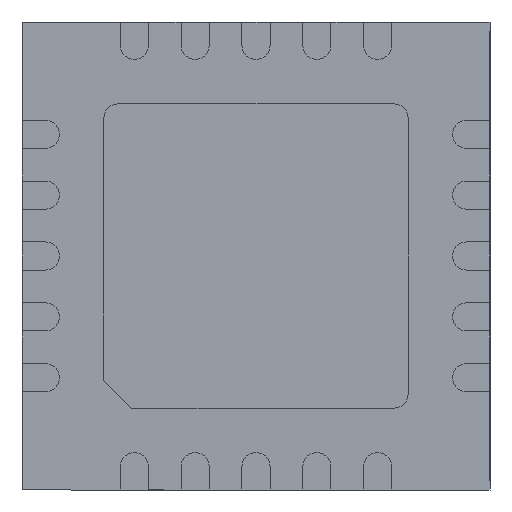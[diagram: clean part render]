
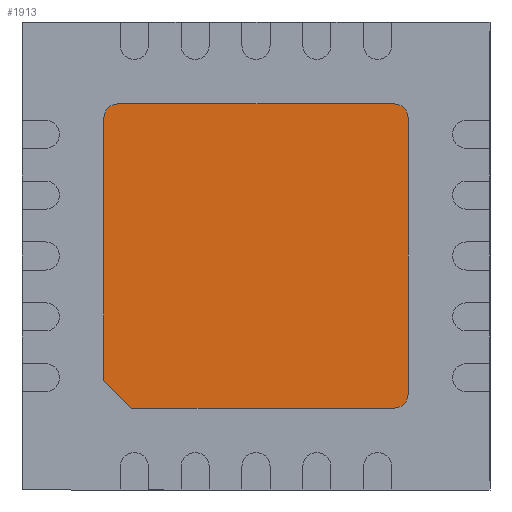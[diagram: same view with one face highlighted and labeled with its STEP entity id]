
A CAD part, front view. The second image highlights one B-rep face of the part: STEP entity #1913.
In plain terms, the highlighted planar face has unit normal (0, -1, 0).
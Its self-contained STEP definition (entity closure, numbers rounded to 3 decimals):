
#60 = VERTEX_POINT ( 'NONE', #5175 ) ;
#214 = VERTEX_POINT ( 'NONE', #612 ) ;
#252 = DIRECTION ( 'NONE',  ( 0.707, 0., -0.707 ) ) ;
#290 = VERTEX_POINT ( 'NONE', #4740 ) ;
#294 = CARTESIAN_POINT ( 'NONE',  ( -1.325, 0., -1.625 ) ) ;
#550 = CARTESIAN_POINT ( 'NONE',  ( -1.475, 0., 1.475 ) ) ;
#612 = CARTESIAN_POINT ( 'NONE',  ( -1.625, 0., 1.475 ) ) ;
#725 = CARTESIAN_POINT ( 'NONE',  ( 1.475, 0., -1.475 ) ) ;
#778 = LINE ( 'NONE', #5124, #3105 ) ;
#801 = VERTEX_POINT ( 'NONE', #5960 ) ;
#847 = AXIS2_PLACEMENT_3D ( 'NONE', #725, #1726, #1130 ) ;
#871 = EDGE_CURVE ( 'NONE', #60, #801, #6527, .T. ) ;
#1116 = EDGE_CURVE ( 'NONE', #290, #7148, #778, .T. ) ;
#1121 = VECTOR ( 'NONE', #3897, 1000. ) ;
#1130 = DIRECTION ( 'NONE',  ( 0., 0., -1. ) ) ;
#1302 = VERTEX_POINT ( 'NONE', #3141 ) ;
#1489 = AXIS2_PLACEMENT_3D ( 'NONE', #6579, #4399, #3241 ) ;
#1642 = LINE ( 'NONE', #3937, #1121 ) ;
#1726 = DIRECTION ( 'NONE',  ( 0., -1., 0. ) ) ;
#1802 = DIRECTION ( 'NONE',  ( 1., 0., 0. ) ) ;
#1913 = ADVANCED_FACE ( 'NONE', ( #2097 ), #3700, .T. ) ;
#2019 = CARTESIAN_POINT ( 'NONE',  ( 1.625, 0., -1.625 ) ) ;
#2024 = VECTOR ( 'NONE', #1802, 1000. ) ;
#2037 = CARTESIAN_POINT ( 'NONE',  ( 1.475, 0., -1.625 ) ) ;
#2097 = FACE_OUTER_BOUND ( 'NONE', #5553, .T. ) ;
#2169 = EDGE_CURVE ( 'NONE', #1302, #3975, #4144, .T. ) ;
#2273 = EDGE_CURVE ( 'NONE', #7148, #4635, #4503, .T. ) ;
#2301 = DIRECTION ( 'NONE',  ( 0., -1., 0. ) ) ;
#2315 = EDGE_CURVE ( 'NONE', #4635, #1302, #7109, .T. ) ;
#2347 = CIRCLE ( 'NONE', #3273, 0.15 ) ;
#2377 = ORIENTED_EDGE ( 'NONE', *, *, #2273, .T. ) ;
#3105 = VECTOR ( 'NONE', #252, 1000. ) ;
#3141 = CARTESIAN_POINT ( 'NONE',  ( 1.625, 0., -1.475 ) ) ;
#3192 = ORIENTED_EDGE ( 'NONE', *, *, #1116, .T. ) ;
#3241 = DIRECTION ( 'NONE',  ( 0., 0., -1. ) ) ;
#3273 = AXIS2_PLACEMENT_3D ( 'NONE', #5455, #6671, #4308 ) ;
#3602 = ORIENTED_EDGE ( 'NONE', *, *, #2315, .T. ) ;
#3654 = VECTOR ( 'NONE', #4245, 1000. ) ;
#3700 = PLANE ( 'NONE',  #1489 ) ;
#3721 = VECTOR ( 'NONE', #5423, 1000. ) ;
#3887 = DIRECTION ( 'NONE',  ( 0., 0., -1. ) ) ;
#3897 = DIRECTION ( 'NONE',  ( 0., 0., -1. ) ) ;
#3927 = ORIENTED_EDGE ( 'NONE', *, *, #4309, .T. ) ;
#3937 = CARTESIAN_POINT ( 'NONE',  ( -1.625, 0., -1.625 ) ) ;
#3975 = VERTEX_POINT ( 'NONE', #5439 ) ;
#4025 = CARTESIAN_POINT ( 'NONE',  ( 1.625, 0., -1.625 ) ) ;
#4144 = LINE ( 'NONE', #2019, #3654 ) ;
#4245 = DIRECTION ( 'NONE',  ( 0., 0., 1. ) ) ;
#4299 = CIRCLE ( 'NONE', #4890, 0.15 ) ;
#4308 = DIRECTION ( 'NONE',  ( 0., 0., -1. ) ) ;
#4309 = EDGE_CURVE ( 'NONE', #3975, #60, #2347, .T. ) ;
#4397 = ORIENTED_EDGE ( 'NONE', *, *, #5563, .T. ) ;
#4399 = DIRECTION ( 'NONE',  ( 0., -1., 0. ) ) ;
#4503 = LINE ( 'NONE', #4025, #2024 ) ;
#4635 = VERTEX_POINT ( 'NONE', #2037 ) ;
#4721 = EDGE_CURVE ( 'NONE', #801, #214, #4299, .T. ) ;
#4740 = CARTESIAN_POINT ( 'NONE',  ( -1.625, 0., -1.325 ) ) ;
#4890 = AXIS2_PLACEMENT_3D ( 'NONE', #550, #2301, #3887 ) ;
#4974 = ORIENTED_EDGE ( 'NONE', *, *, #871, .T. ) ;
#5124 = CARTESIAN_POINT ( 'NONE',  ( -1.475, 0., -1.475 ) ) ;
#5175 = CARTESIAN_POINT ( 'NONE',  ( 1.475, 0., 1.625 ) ) ;
#5355 = CARTESIAN_POINT ( 'NONE',  ( 1.625, 0., 1.625 ) ) ;
#5423 = DIRECTION ( 'NONE',  ( -1., 0., 0. ) ) ;
#5439 = CARTESIAN_POINT ( 'NONE',  ( 1.625, 0., 1.475 ) ) ;
#5455 = CARTESIAN_POINT ( 'NONE',  ( 1.475, 0., 1.475 ) ) ;
#5553 = EDGE_LOOP ( 'NONE', ( #2377, #3602, #5952, #3927, #4974, #5742, #4397, #3192 ) ) ;
#5563 = EDGE_CURVE ( 'NONE', #214, #290, #1642, .T. ) ;
#5742 = ORIENTED_EDGE ( 'NONE', *, *, #4721, .T. ) ;
#5952 = ORIENTED_EDGE ( 'NONE', *, *, #2169, .T. ) ;
#5960 = CARTESIAN_POINT ( 'NONE',  ( -1.475, 0., 1.625 ) ) ;
#6527 = LINE ( 'NONE', #5355, #3721 ) ;
#6579 = CARTESIAN_POINT ( 'NONE',  ( 0., 0., 0. ) ) ;
#6671 = DIRECTION ( 'NONE',  ( 0., -1., 0. ) ) ;
#7109 = CIRCLE ( 'NONE', #847, 0.15 ) ;
#7148 = VERTEX_POINT ( 'NONE', #294 ) ;
